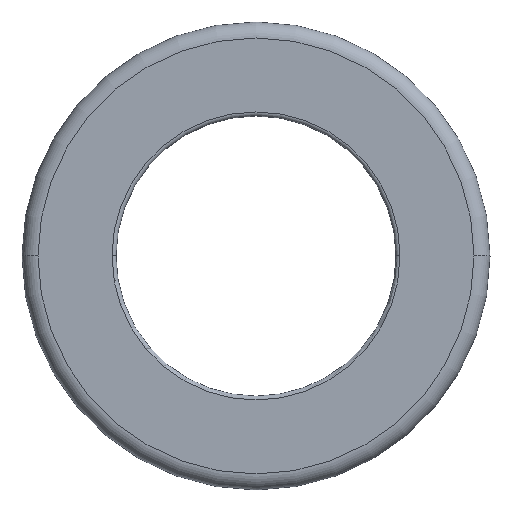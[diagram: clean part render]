
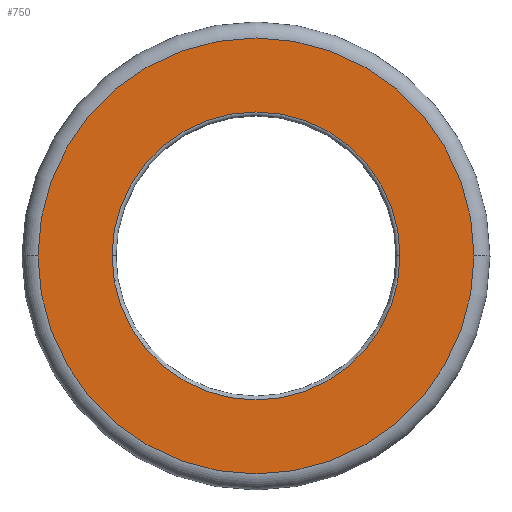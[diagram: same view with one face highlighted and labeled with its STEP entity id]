
A CAD part, top view. The second image highlights one B-rep face of the part: STEP entity #750.
In plain terms, the highlighted planar face has unit normal (0, 0, 1).
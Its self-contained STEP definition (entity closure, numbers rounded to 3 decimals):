
#33 = ORIENTED_EDGE ( 'NONE', *, *, #532, .T. ) ;
#58 = VERTEX_POINT ( 'NONE', #2071 ) ;
#70 = ORIENTED_EDGE ( 'NONE', *, *, #865, .T. ) ;
#134 = FACE_BOUND ( 'NONE', #3045, .T. ) ;
#154 = EDGE_CURVE ( 'NONE', #58, #920, #882, .T. ) ;
#183 = AXIS2_PLACEMENT_3D ( 'NONE', #1716, #2370, #2870 ) ;
#460 = CARTESIAN_POINT ( 'NONE',  ( 54.5, 0., 4. ) ) ;
#466 = DIRECTION ( 'NONE',  ( 0., 0., -1. ) ) ;
#532 = EDGE_CURVE ( 'NONE', #2284, #2001, #737, .T. ) ;
#737 = CIRCLE ( 'NONE', #1871, 36. ) ;
#750 = ADVANCED_FACE ( 'NONE', ( #134, #1571 ), #1807, .T. ) ;
#852 = DIRECTION ( 'NONE',  ( 0., 0., 1. ) ) ;
#865 = EDGE_CURVE ( 'NONE', #920, #58, #2927, .T. ) ;
#882 = CIRCLE ( 'NONE', #183, 54.5 ) ;
#895 = AXIS2_PLACEMENT_3D ( 'NONE', #1122, #466, #922 ) ;
#899 = ORIENTED_EDGE ( 'NONE', *, *, #2664, .T. ) ;
#920 = VERTEX_POINT ( 'NONE', #460 ) ;
#921 = DIRECTION ( 'NONE',  ( 1., 0., 0. ) ) ;
#922 = DIRECTION ( 'NONE',  ( 1., 0., 0. ) ) ;
#1122 = CARTESIAN_POINT ( 'NONE',  ( 0., 0., 4. ) ) ;
#1136 = AXIS2_PLACEMENT_3D ( 'NONE', #2046, #852, #1797 ) ;
#1184 = ORIENTED_EDGE ( 'NONE', *, *, #154, .T. ) ;
#1424 = EDGE_LOOP ( 'NONE', ( #70, #1184 ) ) ;
#1571 = FACE_OUTER_BOUND ( 'NONE', #1424, .T. ) ;
#1716 = CARTESIAN_POINT ( 'NONE',  ( 0., 0., 4. ) ) ;
#1797 = DIRECTION ( 'NONE',  ( 1., 0., 0. ) ) ;
#1807 = PLANE ( 'NONE',  #1136 ) ;
#1871 = AXIS2_PLACEMENT_3D ( 'NONE', #2308, #2997, #921 ) ;
#2001 = VERTEX_POINT ( 'NONE', #2235 ) ;
#2046 = CARTESIAN_POINT ( 'NONE',  ( 0., 0., 4. ) ) ;
#2071 = CARTESIAN_POINT ( 'NONE',  ( -54.5, 0., 4. ) ) ;
#2097 = DIRECTION ( 'NONE',  ( 1., 0., 0. ) ) ;
#2111 = CARTESIAN_POINT ( 'NONE',  ( 0., 0., 4. ) ) ;
#2235 = CARTESIAN_POINT ( 'NONE',  ( 36., 0., 4. ) ) ;
#2284 = VERTEX_POINT ( 'NONE', #3050 ) ;
#2308 = CARTESIAN_POINT ( 'NONE',  ( 0., 0., 4. ) ) ;
#2370 = DIRECTION ( 'NONE',  ( 0., 0., 1. ) ) ;
#2474 = AXIS2_PLACEMENT_3D ( 'NONE', #2111, #3067, #2097 ) ;
#2664 = EDGE_CURVE ( 'NONE', #2001, #2284, #3042, .T. ) ;
#2870 = DIRECTION ( 'NONE',  ( 1., 0., 0. ) ) ;
#2927 = CIRCLE ( 'NONE', #2474, 54.5 ) ;
#2997 = DIRECTION ( 'NONE',  ( 0., 0., -1. ) ) ;
#3042 = CIRCLE ( 'NONE', #895, 36. ) ;
#3045 = EDGE_LOOP ( 'NONE', ( #899, #33 ) ) ;
#3050 = CARTESIAN_POINT ( 'NONE',  ( -36., 0., 4. ) ) ;
#3067 = DIRECTION ( 'NONE',  ( 0., 0., 1. ) ) ;
